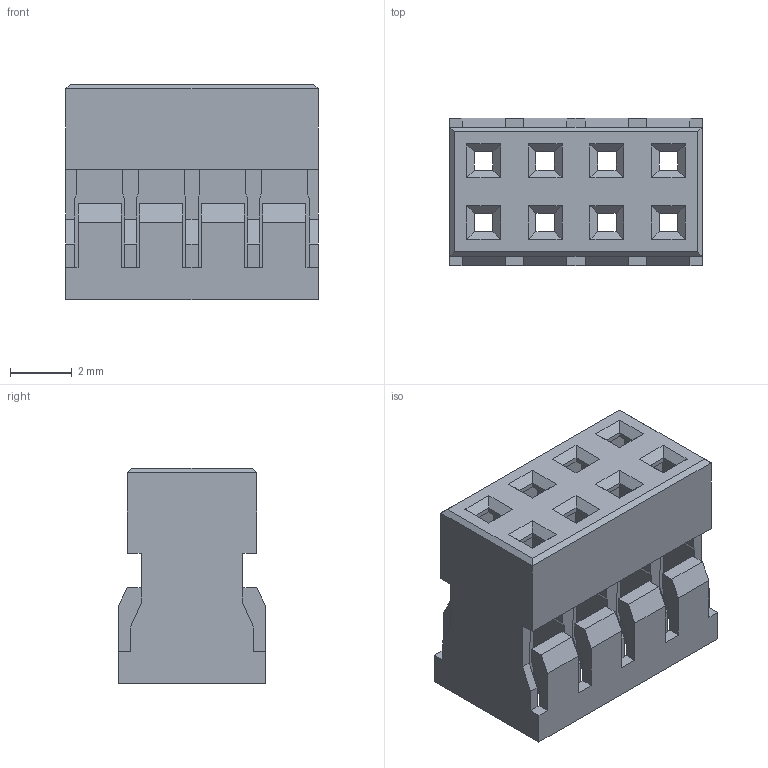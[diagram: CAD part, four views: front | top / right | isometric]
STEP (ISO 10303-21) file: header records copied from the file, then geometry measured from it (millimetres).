
FILE_DESCRIPTION((''),'2;1');
FILE_NAME('511100850','2019-07-11T',('gga'),(''),'PRO/ENGINEER BY PARAMETRIC TECHNOLOGY CORPORATION, 2016010','PRO/ENGINEER BY PARAMETRIC TECHNOLOGY CORPORATION, 2016010','');
FILE_SCHEMA(('CONFIG_CONTROL_DESIGN'));
Length unit declared in the file: millimetre
Products named in the file (1): 511100850
Bounding box: 8.2 x 4.8 x 7 mm (x, y, z)
Volume: 115.2 mm3; surface area: 557.6 mm2
Topology: 1 solids, 1 shells, 266 faces, 745 edges, 474 vertices
Faces by surface type: plane 266
Entity records: 8391 total; most frequent: ORIENTED_EDGE 1490, CARTESIAN_POINT 1486, DIRECTION 1279, VECTOR 745, LINE 745, EDGE_CURVE 745, VERTEX_POINT 474, EDGE_LOOP 291
